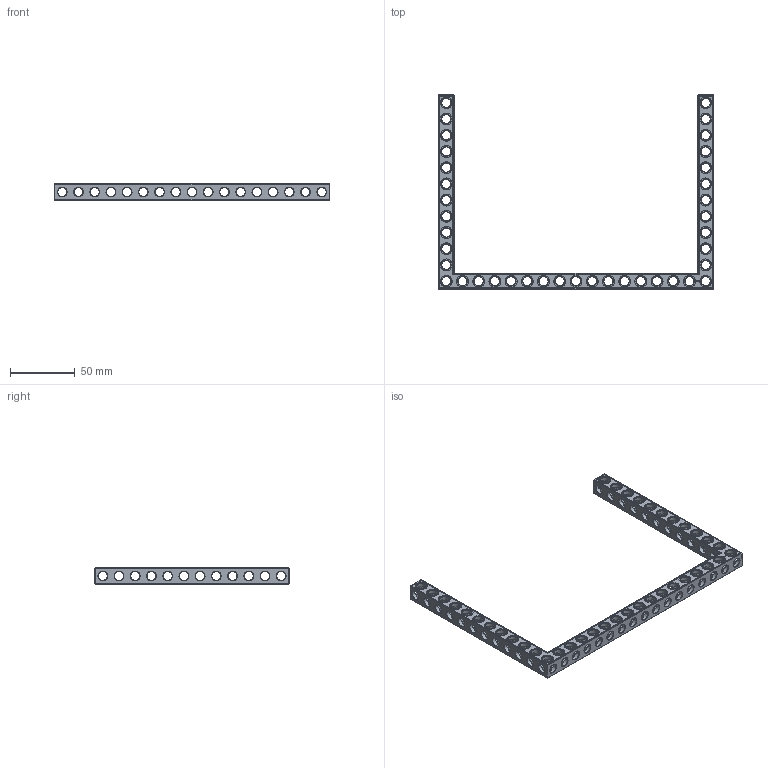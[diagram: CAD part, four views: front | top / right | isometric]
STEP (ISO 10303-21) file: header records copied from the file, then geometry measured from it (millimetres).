
FILE_DESCRIPTION(('FreeCAD Model'),'2;1');
FILE_NAME('Open CASCADE Shape Model','2022-03-06T17:39:35',('Author'),( ''),'Open CASCADE STEP processor 7.5','FreeCAD','Unknown');
FILE_SCHEMA(('AUTOMOTIVE_DESIGN { 1 0 10303 214 1 1 1 1 }'));
Products named in the file (1): Beam AGD ESS USH SYM BU17x12x01 - SPN-BEM-0585 (stemfie.org)
Bounding box: 212.5 x 150 x 12.5 mm (x, y, z)
Volume: 38103.4 mm3; surface area: 34022.4 mm2
Topology: 1 solids, 1 shells, 987 faces, 3024 edges, 1956 vertices
Faces by surface type: plane 412, cylinder 235, extrusion 182, cone 158
Full cylindrical faces by diameter (mm): 6.98 x26, 7 x170, 9.2 x39
Entity records: 192368 total; most frequent: CARTESIAN_POINT 136108, DIRECTION 9090, ORIENTED_EDGE 6048, PCURVE 6048, DEFINITIONAL_REPRESENTATION 6048, VECTOR 5581, LINE 5399, EDGE_CURVE 3024
